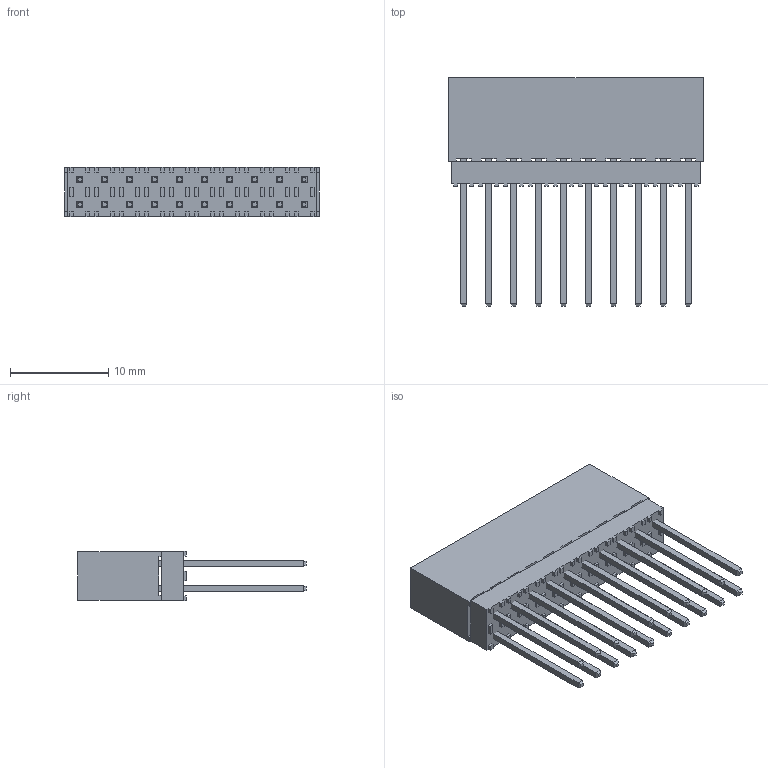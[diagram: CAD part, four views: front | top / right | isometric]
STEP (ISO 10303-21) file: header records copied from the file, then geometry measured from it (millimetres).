
FILE_DESCRIPTION(/* description */ ('STEP AP214'),/* implementation_level */ '2;1');
FILE_NAME(/* name */ 'ESQ-110-14-G-D',/* time_stamp */ '2024-11-10T17:53:48+01:00',/* author */ ('License CC BY-ND 4.0'),/* organization */ ('CADENAS'),/* preprocessor_version */ 'ST-DEVELOPER v19.3',/* originating_system */ 'PARTsolutions',/* authorisation */ ' ');
FILE_SCHEMA (('AUTOMOTIVE_DESIGN {1 0 10303 214 3 1 1}'));
Length unit declared in the file: inch
Products named in the file (5): ESQ-110-14-G-D; ESQ-110-14-G-D_socket; ESQ-110-14-G-D_pins; ESQ-110-14-G-D2_pins; ESQ-110-14-G-D-LL_bpins
Assembly tree (4 placements, depth 2):
  ESQ-110-14-G-D
    ESQ-110-14-G-D_socket
    ESQ-110-14-G-D_pins
    ESQ-110-14-G-D2_pins
    ESQ-110-14-G-D-LL_bpins
Bounding box: 25.91 x 23.24 x 5.08 mm (x, y, z)
Volume: 1424.9 mm3; surface area: 3081.8 mm2
Topology: 4 solids, 4 shells, 868 faces, 2260 edges, 1480 vertices
Faces by surface type: plane 848, cylinder 20
Entity records: 26074 total; most frequent: CARTESIAN_POINT 4613, ORIENTED_EDGE 4520, DIRECTION 4046, EDGE_CURVE 2260, LINE 2220, VECTOR 2220, VERTEX_POINT 1480, EDGE_LOOP 948
